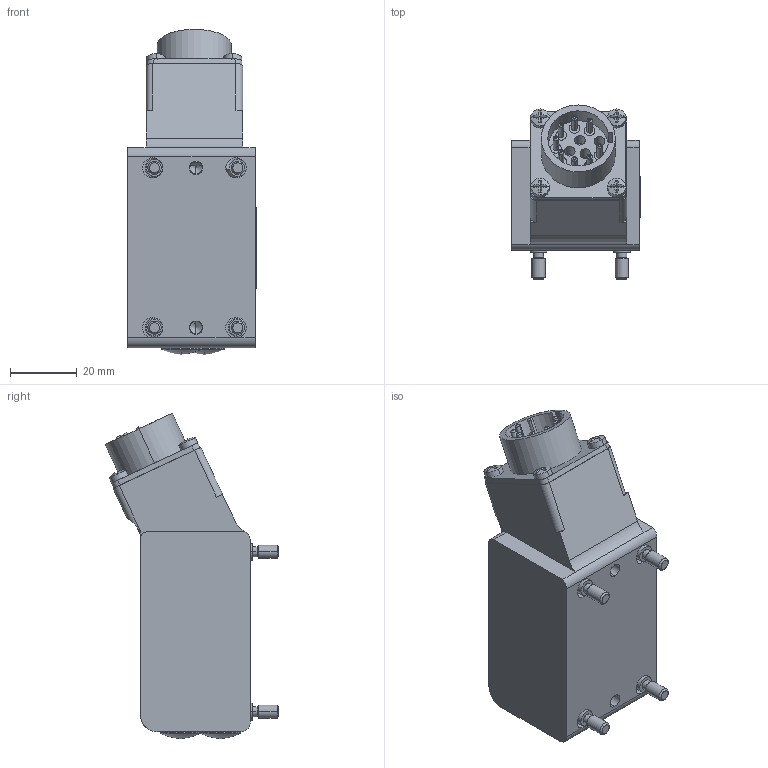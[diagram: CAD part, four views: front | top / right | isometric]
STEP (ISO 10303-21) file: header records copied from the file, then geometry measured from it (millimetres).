
FILE_DESCRIPTION (( 'STEP AP203' ), '1' );
FILE_NAME ('P1307.STEP', '2018-11-30T09:43:34', ( 'rsp' ), ( 'Hewlett-Packard Company' ), 'SwSTEP 2.0', 'SolidWorks 2017', '' );
FILE_SCHEMA (( 'CONFIG_CONTROL_DESIGN' ));
Products named in the file (1): P1307
Bounding box: 38.6 x 52.1 x 97.67 mm (x, y, z)
Volume: 96007.4 mm3; surface area: 33662.4 mm2
Topology: 30 solids, 39 shells, 1964 faces, 5197 edges, 3364 vertices
Faces by surface type: plane 826, cylinder 708, torus 316, cone 74, bspline 32, sphere 8
Entity records: 68929 total; most frequent: CARTESIAN_POINT 21341, ORIENTED_EDGE 10362, DIRECTION 9464, EDGE_CURVE 5181, AXIS2_PLACEMENT_3D 3695, VERTEX_POINT 3364, EDGE_LOOP 2107, LINE 2074
